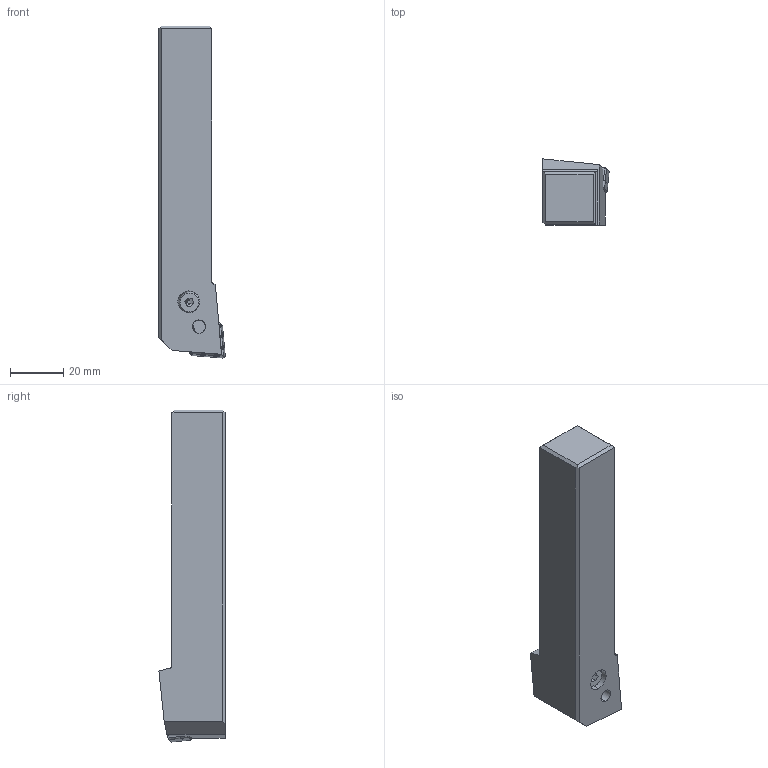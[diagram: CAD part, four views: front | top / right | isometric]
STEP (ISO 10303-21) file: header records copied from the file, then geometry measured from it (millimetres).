
FILE_DESCRIPTION(/* description */ (''),/* implementation_level */ '2;1');
FILE_NAME(/* name */ 'PCLNL2020K12_MR0_8.stp',/* time_stamp */ '2021-11-11T11:40:03+09:00',/* author */ (''),/* organization */ (''),/* preprocessor_version */ 'ST-DEVELOPER v16',/* originating_system */ 'SIEMENS PLM Software NX 10.0',/* authorisation */ '');
FILE_SCHEMA (('AUTOMOTIVE_DESIGN { 1 0 10303 214 3 1 1 1 }'));
Length unit declared in the file: millimetre
Products named in the file (1): PCLNL2020K12_MR0_8_ASM
Bounding box: 25 x 24.93 x 125 mm (x, y, z)
Volume: 50631.2 mm3; surface area: 13374.7 mm2
Topology: 2 solids, 2 shells, 187 faces, 514 edges, 336 vertices
Faces by surface type: plane 93, cylinder 51, cone 26, torus 11, bspline 4, extrusion 2
Entity records: 7127 total; most frequent: CARTESIAN_POINT 2243, DIRECTION 1007, ORIENTED_EDGE 1000, EDGE_CURVE 500, AXIS2_PLACEMENT_3D 371, VERTEX_POINT 317, VECTOR 265, LINE 263
